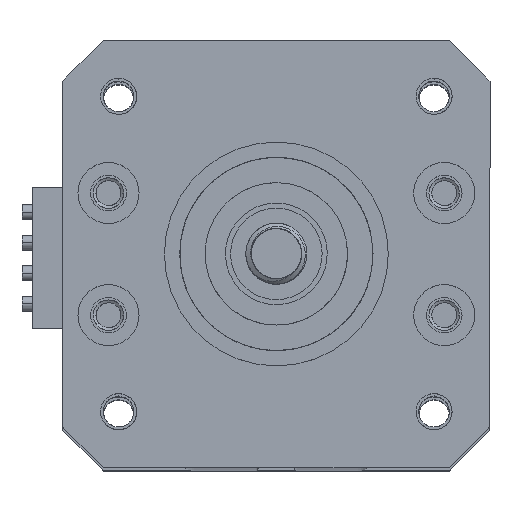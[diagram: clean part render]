
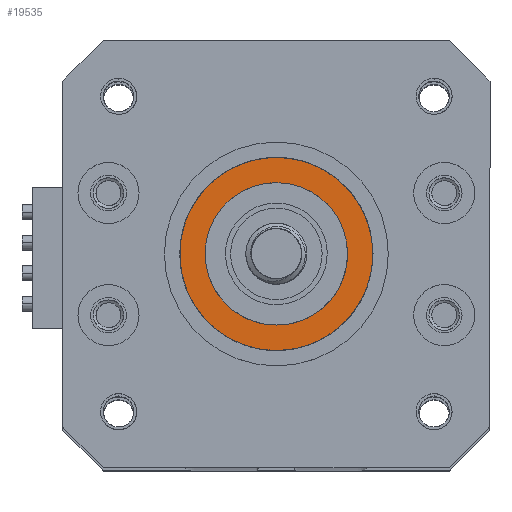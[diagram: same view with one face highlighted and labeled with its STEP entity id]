
A CAD part, top view. The second image highlights one B-rep face of the part: STEP entity #19535.
In plain terms, the highlighted planar face has unit normal (0, 0, 1).
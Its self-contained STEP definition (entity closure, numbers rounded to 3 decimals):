
#998 = DIRECTION ( 'NONE',  ( 1., 0., 0. ) ) ;
#2484 = EDGE_LOOP ( 'NONE', ( #37254, #2857 ) ) ;
#2857 = ORIENTED_EDGE ( 'NONE', *, *, #25224, .T. ) ;
#3791 = CARTESIAN_POINT ( 'NONE',  ( -7., 0., 11. ) ) ;
#5997 = CARTESIAN_POINT ( 'NONE',  ( 0., 0., 11. ) ) ;
#7473 = AXIS2_PLACEMENT_3D ( 'NONE', #22063, #25123, #9880 ) ;
#9880 = DIRECTION ( 'NONE',  ( 1., 0., 0. ) ) ;
#9994 = AXIS2_PLACEMENT_3D ( 'NONE', #24165, #14847, #36553 ) ;
#10927 = ORIENTED_EDGE ( 'NONE', *, *, #30676, .F. ) ;
#11394 = VERTEX_POINT ( 'NONE', #11716 ) ;
#11716 = CARTESIAN_POINT ( 'NONE',  ( 7., 0., 11. ) ) ;
#12212 = EDGE_LOOP ( 'NONE', ( #18083, #10927 ) ) ;
#13188 = VERTEX_POINT ( 'NONE', #38796 ) ;
#13394 = PLANE ( 'NONE',  #35319 ) ;
#14640 = CIRCLE ( 'NONE', #7473, 9.5 ) ;
#14847 = DIRECTION ( 'NONE',  ( 0., 0., 1. ) ) ;
#18083 = ORIENTED_EDGE ( 'NONE', *, *, #36159, .F. ) ;
#18096 = CARTESIAN_POINT ( 'NONE',  ( 9.5, 0., 11. ) ) ;
#18254 = DIRECTION ( 'NONE',  ( 0., 0., 1. ) ) ;
#19266 = FACE_BOUND ( 'NONE', #12212, .T. ) ;
#19535 = ADVANCED_FACE ( 'NONE', ( #19673, #19266 ), #13394, .T. ) ;
#19651 = CIRCLE ( 'NONE', #24204, 9.5 ) ;
#19673 = FACE_OUTER_BOUND ( 'NONE', #2484, .T. ) ;
#20396 = EDGE_CURVE ( 'NONE', #13188, #25967, #14640, .T. ) ;
#20490 = VERTEX_POINT ( 'NONE', #3791 ) ;
#20904 = DIRECTION ( 'NONE',  ( 1., 0., 0. ) ) ;
#21434 = DIRECTION ( 'NONE',  ( 0., 0., 1. ) ) ;
#22063 = CARTESIAN_POINT ( 'NONE',  ( 0., 0., 11. ) ) ;
#24165 = CARTESIAN_POINT ( 'NONE',  ( 0., 0., 11. ) ) ;
#24204 = AXIS2_PLACEMENT_3D ( 'NONE', #27429, #18254, #20904 ) ;
#24280 = CIRCLE ( 'NONE', #9994, 7. ) ;
#24876 = DIRECTION ( 'NONE',  ( 1., 0., 0. ) ) ;
#25123 = DIRECTION ( 'NONE',  ( 0., 0., 1. ) ) ;
#25156 = DIRECTION ( 'NONE',  ( 0., 0., 1. ) ) ;
#25224 = EDGE_CURVE ( 'NONE', #25967, #13188, #19651, .T. ) ;
#25967 = VERTEX_POINT ( 'NONE', #18096 ) ;
#27429 = CARTESIAN_POINT ( 'NONE',  ( 0., 0., 11. ) ) ;
#28106 = AXIS2_PLACEMENT_3D ( 'NONE', #5997, #21434, #24876 ) ;
#29414 = CIRCLE ( 'NONE', #28106, 7. ) ;
#30676 = EDGE_CURVE ( 'NONE', #11394, #20490, #29414, .T. ) ;
#31668 = CARTESIAN_POINT ( 'NONE',  ( 0., 0., 11. ) ) ;
#35319 = AXIS2_PLACEMENT_3D ( 'NONE', #31668, #25156, #998 ) ;
#36159 = EDGE_CURVE ( 'NONE', #20490, #11394, #24280, .T. ) ;
#36553 = DIRECTION ( 'NONE',  ( 1., 0., 0. ) ) ;
#37254 = ORIENTED_EDGE ( 'NONE', *, *, #20396, .T. ) ;
#38796 = CARTESIAN_POINT ( 'NONE',  ( -9.5, 0., 11. ) ) ;
